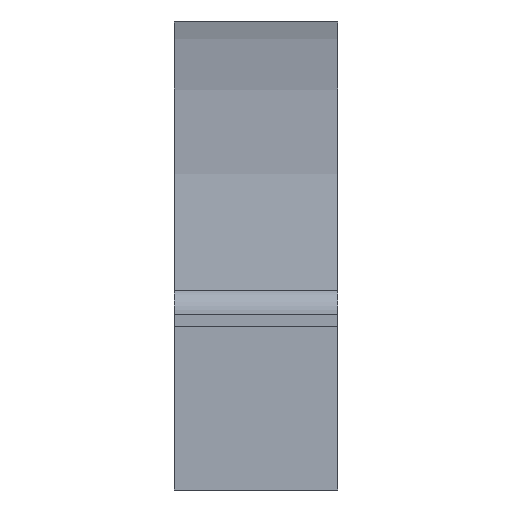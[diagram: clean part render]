
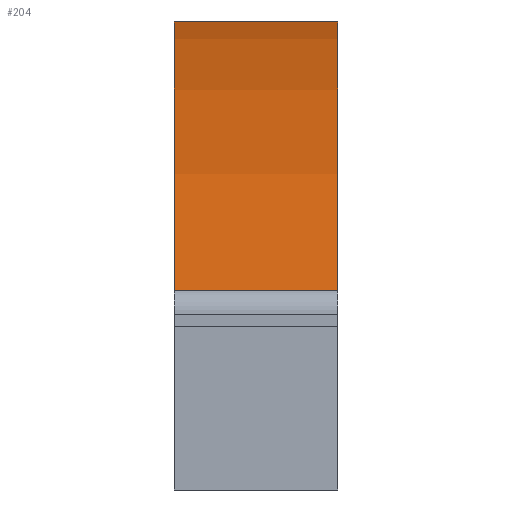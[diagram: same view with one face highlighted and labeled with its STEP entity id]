
A CAD part, front view. The second image highlights one B-rep face of the part: STEP entity #204.
In plain terms, the highlighted cylindrical face has radius 46 mm (diameter 92 mm), a partial arc.
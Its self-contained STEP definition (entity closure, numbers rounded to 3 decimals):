
#144=CARTESIAN_POINT('',(0.0,-20.725,41.067));
#145=VERTEX_POINT('',#144);
#154=CARTESIAN_POINT('',(3.0,-20.725,41.067));
#155=VERTEX_POINT('',#154);
#163=CARTESIAN_POINT('',(0.0,-20.725,41.067));
#164=DIRECTION('',(1.0,0.0,0.0));
#165=VECTOR('',#164,3.0);
#166=LINE('',#163,#165);
#167=EDGE_CURVE('',#145,#155,#166,.T.);
#172=CARTESIAN_POINT('',(0.0,0.0,0.0));
#173=DIRECTION('',(1.0,0.0,0.0));
#174=DIRECTION('',(0.0,0.451,0.893));
#175=AXIS2_PLACEMENT_3D('',#172,#173,#174);
#176=CYLINDRICAL_SURFACE('',#175,46.);
#177=CARTESIAN_POINT('',(0.0,20.725,41.067));
#178=VERTEX_POINT('',#177);
#179=CARTESIAN_POINT('',(0.0,0.0,0.0));
#180=DIRECTION('',(1.0,0.0,0.0));
#181=DIRECTION('',(0.0,0.451,0.893));
#182=AXIS2_PLACEMENT_3D('',#179,#180,#181);
#183=CIRCLE('',#182,46.);
#184=EDGE_CURVE('',#178,#145,#183,.T.);
#185=ORIENTED_EDGE('',*,*,#184,.T.);
#186=ORIENTED_EDGE('',*,*,#167,.T.);
#187=CARTESIAN_POINT('',(3.0,20.725,41.067));
#188=VERTEX_POINT('',#187);
#189=CARTESIAN_POINT('',(3.0,0.0,0.0));
#190=DIRECTION('',(1.0,0.0,0.0));
#191=DIRECTION('',(0.0,0.451,0.893));
#192=AXIS2_PLACEMENT_3D('',#189,#190,#191);
#193=CIRCLE('',#192,46.);
#194=EDGE_CURVE('',#188,#155,#193,.T.);
#195=ORIENTED_EDGE('',*,*,#194,.F.);
#196=CARTESIAN_POINT('',(0.0,20.725,41.067));
#197=DIRECTION('',(1.0,0.0,0.0));
#198=VECTOR('',#197,3.0);
#199=LINE('',#196,#198);
#200=EDGE_CURVE('',#178,#188,#199,.T.);
#201=ORIENTED_EDGE('',*,*,#200,.F.);
#202=EDGE_LOOP('',(#185,#186,#195,#201));
#203=FACE_OUTER_BOUND('',#202,.T.);
#204=ADVANCED_FACE('',(#203),#176,.T.);
